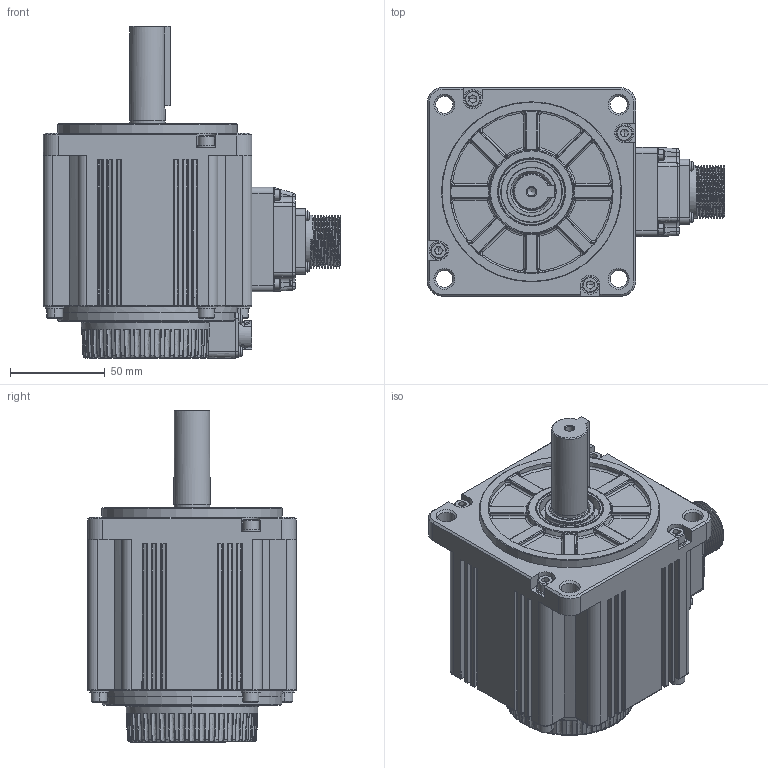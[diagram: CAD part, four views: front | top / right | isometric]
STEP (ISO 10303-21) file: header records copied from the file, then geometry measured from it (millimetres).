
FILE_DESCRIPTION( ('This file contains a STEP AP42 implementation' ,'as created by ZW3D STEP Interface translator.') ,'2;1' );
FILE_NAME( 'X2MA090E-N.stp' ,'22 520.105024', (''), ('ZWCAD Software Co.'), 'Version 1.0', 'ZW3D to STEP translator', '' );
FILE_SCHEMA(('AUTOMOTIVE_DESIGN { 1 0 10303 214 1 1 1 1 }'));
Length unit declared in the file: millimetre
Products named in the file (1): 0
Bounding box: 156.94 x 110 x 175.15 mm (x, y, z)
Volume: 1221241.8 mm3; surface area: 101897.1 mm2
Topology: 1 solids, 1 shells, 1639 faces, 4164 edges, 2491 vertices
Faces by surface type: bspline 721, plane 528, cylinder 258, cone 88, sphere 44
Full cylindrical faces by diameter (mm): 1 x10, 2.4 x4, 3 x1, 4.5 x1, 5.5 x1, 9 x4, 10 x8, 11.8 x1, 15.2 x1, 18.8 x1, 19 x2, 19.8 x1, 24 x1, 24.5 x9, 26 x1, 28 x10, 32 x1, 35 x1, 86 x1, 95 x2
Entity records: 74861 total; most frequent: CARTESIAN_POINT 38529, ORIENTED_EDGE 8090, DIRECTION 6194, EDGE_CURVE 4045, VERTEX_POINT 2491, AXIS2_PLACEMENT_3D 2273, EDGE_LOOP 1730, VECTOR 1648
